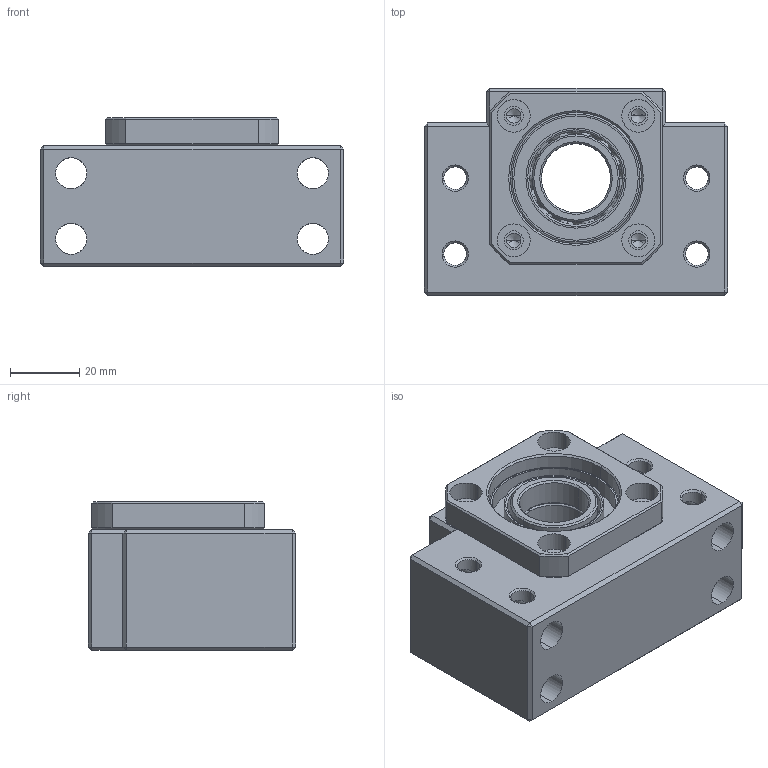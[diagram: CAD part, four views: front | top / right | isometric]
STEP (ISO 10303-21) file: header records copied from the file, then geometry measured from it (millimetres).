
FILE_DESCRIPTION (( 'STEP AP203' ), '1' );
FILE_NAME ('BK20.STEP', '2015-03-16T19:16:39', ( 'Jim Meade' ), ( 'Hewlett-Packard' ), 'SwSTEP 2.0', 'SolidWorks 2015', '' );
FILE_SCHEMA (( 'CONFIG_CONTROL_DESIGN' ));
Length unit declared in the file: millimetre
Products named in the file (1): BK20
Bounding box: 88 x 60 x 43.15 mm (x, y, z)
Volume: 138202.4 mm3; surface area: 59511.1 mm2
Topology: 36 solids, 36 shells, 392 faces, 1010 edges, 628 vertices
Faces by surface type: cylinder 124, plane 88, torus 72, cone 56, sphere 52
Entity records: 13992 total; most frequent: CARTESIAN_POINT 4952, DIRECTION 2014, ORIENTED_EDGE 1744, EDGE_CURVE 872, AXIS2_PLACEMENT_3D 861, VERTEX_POINT 550, CIRCLE 468, EDGE_LOOP 450
